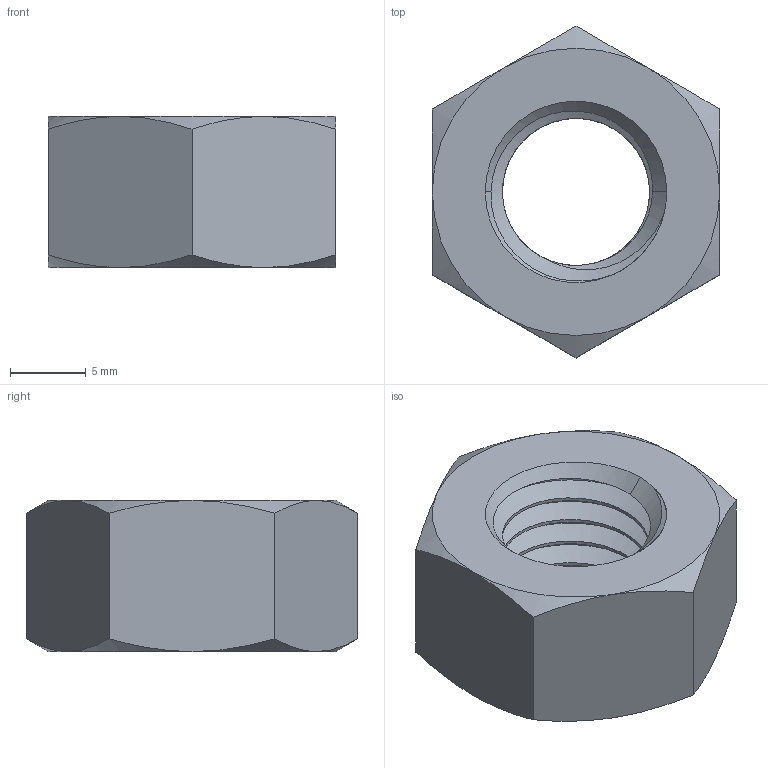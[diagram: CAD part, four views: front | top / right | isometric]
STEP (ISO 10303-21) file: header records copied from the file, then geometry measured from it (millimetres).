
FILE_DESCRIPTION (( 'STEP AP203' ), '1' );
FILE_NAME ('Metric Hex Nuts M12 x 1.75mm Thread.STEP', '2017-03-06T13:41:44', ( 'itdept' ), ( '' ), 'SwSTEP 2.0', 'SolidWorks 2016', '' );
FILE_SCHEMA (( 'CONFIG_CONTROL_DESIGN' ));
Length unit declared in the file: millimetre
Products named in the file (1): Metric Hex Nuts M12 x 1.75mm Thread
Bounding box: 19 x 21.94 x 10 mm (x, y, z)
Volume: 2163.2 mm3; surface area: 1616.9 mm2
Topology: 1 solids, 1 shells, 41 faces, 101 edges, 62 vertices
Faces by surface type: cone 18, cylinder 12, plane 8, bspline 3
Entity records: 2845 total; most frequent: CARTESIAN_POINT 1940, ORIENTED_EDGE 202, DIRECTION 139, EDGE_CURVE 101, VERTEX_POINT 62, AXIS2_PLACEMENT_3D 59, EDGE_LOOP 43, FACE_OUTER_BOUND 41
